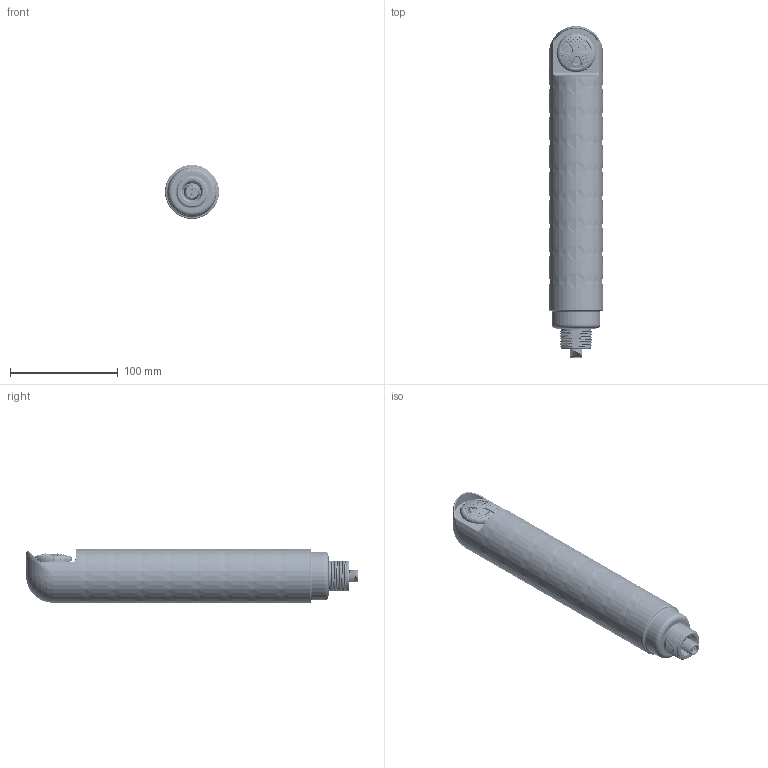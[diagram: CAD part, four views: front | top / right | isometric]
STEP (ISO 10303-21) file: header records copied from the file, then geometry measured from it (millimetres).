
FILE_DESCRIPTION((''),'2;1');
FILE_NAME('205864_ASM','2018-04-27T',('pdmadmin'),('BANNER ENGINEERING'),'CREO PARAMETRIC BY PTC INC, 2016260','CREO PARAMETRIC BY PTC INC, 2016260','');
FILE_SCHEMA(('CONFIG_CONTROL_DESIGN'));
Products named in the file (14): 159072; 141960; 188201; 158231_WEB; 158948; 153229; 153843_MAIN_BODY; 153843_M100PIEZO; 153843_WIRES; 153843_GASKET; 153843_NUT; 153843_VOLUME_ADJUST; 153843_ASM; 205864_ASM
Assembly tree (27 placements, depth 3):
  205864_ASM
    159072
    141960
    188201
    158231_WEB  x8
    158948  x8
    153229
    153843_ASM
      153843_MAIN_BODY
      153843_M100PIEZO
      153843_WIRES
      153843_GASKET
      153843_NUT
      153843_VOLUME_ADJUST
Bounding box: 50 x 308.15 x 50 mm (x, y, z)
Volume: 177351.2 mm3; surface area: 212459.4 mm2
Topology: 25 solids, 67 shells, 4615 faces, 12501 edges, 8122 vertices
Faces by surface type: plane 2063, cylinder 1204, bspline 643, cone 401, torus 240, sphere 36, extrusion 25, revolution 3
Entity records: 225016 total; most frequent: CARTESIAN_POINT 168490, ORIENTED_EDGE 12724, DIRECTION 10018, EDGE_CURVE 6603, VERTEX_POINT 4272, AXIS2_PLACEMENT_3D 3790, EDGE_LOOP 2519, VECTOR 2435
